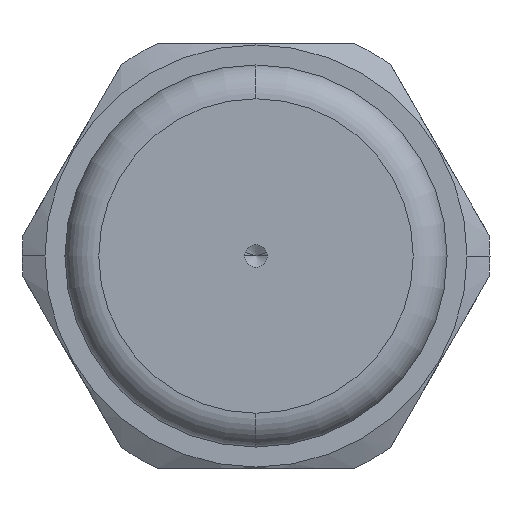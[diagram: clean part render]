
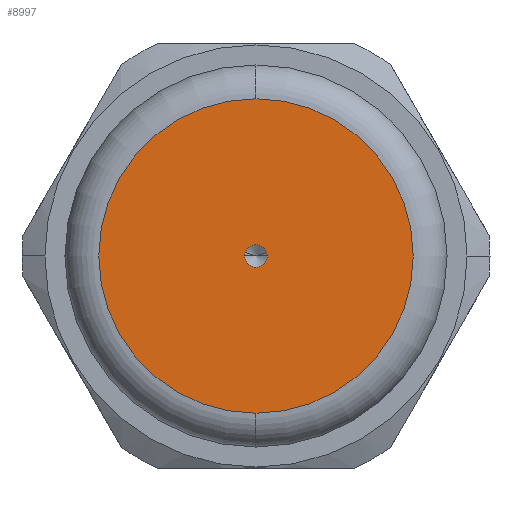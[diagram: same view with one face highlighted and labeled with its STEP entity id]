
A CAD part, left-side view. The second image highlights one B-rep face of the part: STEP entity #8997.
In plain terms, the highlighted planar face has unit normal (-1, 0, 0).
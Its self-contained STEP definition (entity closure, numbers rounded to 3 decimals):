
#598 = EDGE_LOOP ( 'NONE', ( #15368, #3439 ) ) ;
#817 = CIRCLE ( 'NONE', #16589, 8.23 ) ;
#953 = DIRECTION ( 'NONE',  ( 0., 0., -1. ) ) ;
#1162 = AXIS2_PLACEMENT_3D ( 'NONE', #6446, #3930, #7570 ) ;
#1549 = VERTEX_POINT ( 'NONE', #8928 ) ;
#1679 = CIRCLE ( 'NONE', #4809, 0.6 ) ;
#1747 = EDGE_LOOP ( 'NONE', ( #9050, #14168 ) ) ;
#2027 = AXIS2_PLACEMENT_3D ( 'NONE', #14619, #16086, #14567 ) ;
#2224 = CARTESIAN_POINT ( 'NONE',  ( -23., 0., 0. ) ) ;
#2571 = DIRECTION ( 'NONE',  ( 0., 0., -1. ) ) ;
#2649 = CARTESIAN_POINT ( 'NONE',  ( -23., 0., 0.6 ) ) ;
#2979 = EDGE_CURVE ( 'NONE', #15678, #12467, #817, .T. ) ;
#2996 = CARTESIAN_POINT ( 'NONE',  ( -23., 0., -8.23 ) ) ;
#3439 = ORIENTED_EDGE ( 'NONE', *, *, #11884, .T. ) ;
#3930 = DIRECTION ( 'NONE',  ( 1., 0., 0. ) ) ;
#4360 = CIRCLE ( 'NONE', #1162, 8.23 ) ;
#4809 = AXIS2_PLACEMENT_3D ( 'NONE', #2224, #6081, #953 ) ;
#4880 = CIRCLE ( 'NONE', #2027, 0.6 ) ;
#5861 = CARTESIAN_POINT ( 'NONE',  ( -23., 0., -0.6 ) ) ;
#6081 = DIRECTION ( 'NONE',  ( 1., 0., 0. ) ) ;
#6446 = CARTESIAN_POINT ( 'NONE',  ( -23., 0., 0. ) ) ;
#6505 = EDGE_CURVE ( 'NONE', #12467, #15678, #4360, .T. ) ;
#7341 = FACE_OUTER_BOUND ( 'NONE', #1747, .T. ) ;
#7570 = DIRECTION ( 'NONE',  ( 0., 0., -1. ) ) ;
#8570 = AXIS2_PLACEMENT_3D ( 'NONE', #5861, #9770, #11402 ) ;
#8928 = CARTESIAN_POINT ( 'NONE',  ( -23., 0., -0.6 ) ) ;
#8997 = ADVANCED_FACE ( 'NONE', ( #13801, #7341 ), #12318, .T. ) ;
#9050 = ORIENTED_EDGE ( 'NONE', *, *, #2979, .F. ) ;
#9770 = DIRECTION ( 'NONE',  ( -1., 0., 0. ) ) ;
#11402 = DIRECTION ( 'NONE',  ( 0., 0., 1. ) ) ;
#11565 = EDGE_CURVE ( 'NONE', #1549, #16534, #4880, .T. ) ;
#11884 = EDGE_CURVE ( 'NONE', #16534, #1549, #1679, .T. ) ;
#12318 = PLANE ( 'NONE',  #8570 ) ;
#12467 = VERTEX_POINT ( 'NONE', #12679 ) ;
#12679 = CARTESIAN_POINT ( 'NONE',  ( -23., 0., 8.23 ) ) ;
#13801 = FACE_BOUND ( 'NONE', #598, .T. ) ;
#14094 = DIRECTION ( 'NONE',  ( 1., 0., 0. ) ) ;
#14168 = ORIENTED_EDGE ( 'NONE', *, *, #6505, .F. ) ;
#14567 = DIRECTION ( 'NONE',  ( 0., 0., -1. ) ) ;
#14619 = CARTESIAN_POINT ( 'NONE',  ( -23., 0., 0. ) ) ;
#15368 = ORIENTED_EDGE ( 'NONE', *, *, #11565, .T. ) ;
#15678 = VERTEX_POINT ( 'NONE', #2996 ) ;
#16086 = DIRECTION ( 'NONE',  ( 1., 0., 0. ) ) ;
#16534 = VERTEX_POINT ( 'NONE', #2649 ) ;
#16561 = CARTESIAN_POINT ( 'NONE',  ( -23., 0., 0. ) ) ;
#16589 = AXIS2_PLACEMENT_3D ( 'NONE', #16561, #14094, #2571 ) ;
